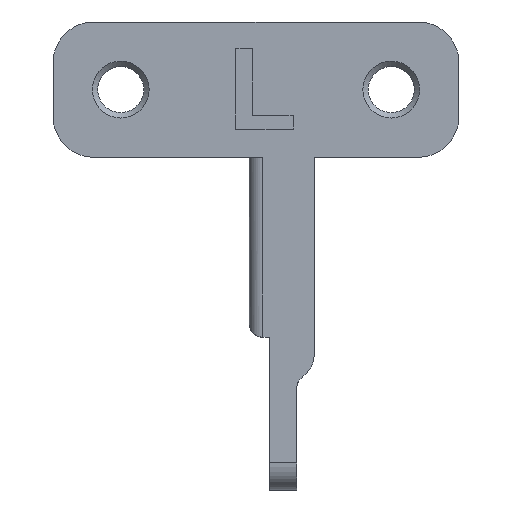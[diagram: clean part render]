
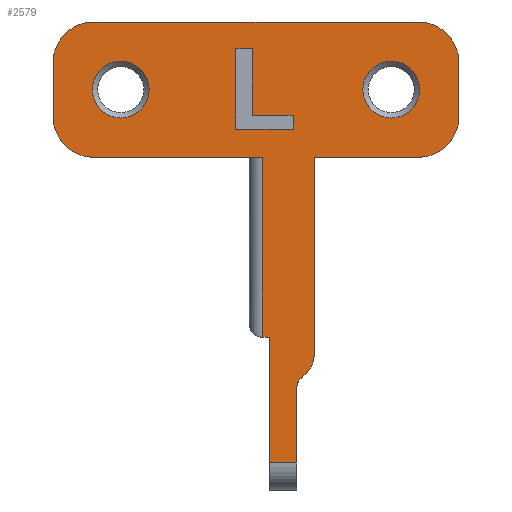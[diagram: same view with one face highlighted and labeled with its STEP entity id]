
A CAD part, left-side view. The second image highlights one B-rep face of the part: STEP entity #2579.
In plain terms, the highlighted face is planar.
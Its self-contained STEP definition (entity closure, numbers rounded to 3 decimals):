
#137=CIRCLE('',#2783,1.096);
#138=CIRCLE('',#2784,2.);
#139=CIRCLE('',#2785,3.);
#140=CIRCLE('',#2786,3.);
#141=CIRCLE('',#2787,3.);
#142=CIRCLE('',#2788,3.);
#143=CIRCLE('',#2789,2.1);
#144=CIRCLE('',#2790,2.1);
#196=FACE_BOUND('',#527,.T.);
#197=FACE_BOUND('',#528,.T.);
#198=FACE_BOUND('',#529,.T.);
#375=FACE_OUTER_BOUND('',#526,.T.);
#526=EDGE_LOOP('',(#2159,#2160,#2161,#2162,#2163,#2164,#2165,#2166,#2167,
#2168,#2169,#2170,#2171,#2172,#2173,#2174,#2175));
#527=EDGE_LOOP('',(#2176,#2177,#2178,#2179,#2180,#2181));
#528=EDGE_LOOP('',(#2182));
#529=EDGE_LOOP('',(#2183));
#709=LINE('',#4389,#934);
#713=LINE('',#4397,#938);
#716=LINE('',#4403,#941);
#719=LINE('',#4409,#944);
#722=LINE('',#4415,#947);
#725=LINE('',#4420,#950);
#739=LINE('',#4468,#964);
#742=LINE('',#4475,#967);
#743=LINE('',#4478,#968);
#744=LINE('',#4480,#969);
#745=LINE('',#4482,#970);
#746=LINE('',#4488,#971);
#747=LINE('',#4490,#972);
#748=LINE('',#4494,#973);
#749=LINE('',#4498,#974);
#750=LINE('',#4502,#975);
#751=LINE('',#4505,#976);
#934=VECTOR('',#3240,10.);
#938=VECTOR('',#3246,10.);
#941=VECTOR('',#3251,10.);
#944=VECTOR('',#3256,10.);
#947=VECTOR('',#3261,10.);
#950=VECTOR('',#3266,10.);
#964=VECTOR('',#3296,10.);
#967=VECTOR('',#3303,10.);
#968=VECTOR('',#3306,10.);
#969=VECTOR('',#3307,2.);
#970=VECTOR('',#3308,10.);
#971=VECTOR('',#3313,10.);
#972=VECTOR('',#3314,10.);
#973=VECTOR('',#3317,10.);
#974=VECTOR('',#3320,10.);
#975=VECTOR('',#3323,10.);
#976=VECTOR('',#3326,10.);
#1175=VERTEX_POINT('',#4387);
#1176=VERTEX_POINT('',#4388);
#1179=VERTEX_POINT('',#4396);
#1181=VERTEX_POINT('',#4402);
#1183=VERTEX_POINT('',#4408);
#1185=VERTEX_POINT('',#4414);
#1193=VERTEX_POINT('',#4443);
#1198=VERTEX_POINT('',#4467);
#1200=VERTEX_POINT('',#4473);
#1201=VERTEX_POINT('',#4477);
#1202=VERTEX_POINT('',#4479);
#1203=VERTEX_POINT('',#4481);
#1204=VERTEX_POINT('',#4483);
#1205=VERTEX_POINT('',#4485);
#1206=VERTEX_POINT('',#4487);
#1207=VERTEX_POINT('',#4489);
#1208=VERTEX_POINT('',#4491);
#1209=VERTEX_POINT('',#4493);
#1210=VERTEX_POINT('',#4495);
#1211=VERTEX_POINT('',#4497);
#1212=VERTEX_POINT('',#4499);
#1213=VERTEX_POINT('',#4501);
#1214=VERTEX_POINT('',#4503);
#1215=VERTEX_POINT('',#4506);
#1216=VERTEX_POINT('',#4508);
#1499=EDGE_CURVE('',#1175,#1176,#709,.T.);
#1503=EDGE_CURVE('',#1179,#1175,#713,.T.);
#1506=EDGE_CURVE('',#1181,#1179,#716,.T.);
#1509=EDGE_CURVE('',#1183,#1181,#719,.T.);
#1512=EDGE_CURVE('',#1185,#1183,#722,.T.);
#1515=EDGE_CURVE('',#1176,#1185,#725,.T.);
#1531=EDGE_CURVE('',#1198,#1193,#739,.T.);
#1535=EDGE_CURVE('',#1200,#1193,#742,.T.);
#1536=EDGE_CURVE('',#1200,#1201,#743,.T.);
#1537=EDGE_CURVE('',#1201,#1202,#744,.T.);
#1538=EDGE_CURVE('',#1202,#1203,#745,.T.);
#1539=EDGE_CURVE('',#1203,#1204,#137,.T.);
#1540=EDGE_CURVE('',#1204,#1205,#138,.T.);
#1541=EDGE_CURVE('',#1205,#1206,#746,.T.);
#1542=EDGE_CURVE('',#1206,#1207,#747,.T.);
#1543=EDGE_CURVE('',#1207,#1208,#139,.T.);
#1544=EDGE_CURVE('',#1209,#1208,#748,.T.);
#1545=EDGE_CURVE('',#1209,#1210,#140,.T.);
#1546=EDGE_CURVE('',#1211,#1210,#749,.T.);
#1547=EDGE_CURVE('',#1211,#1212,#141,.T.);
#1548=EDGE_CURVE('',#1212,#1213,#750,.T.);
#1549=EDGE_CURVE('',#1213,#1214,#142,.T.);
#1550=EDGE_CURVE('',#1214,#1198,#751,.T.);
#1551=EDGE_CURVE('',#1215,#1215,#143,.T.);
#1552=EDGE_CURVE('',#1216,#1216,#144,.T.);
#2159=ORIENTED_EDGE('',*,*,#1531,.T.);
#2160=ORIENTED_EDGE('',*,*,#1535,.F.);
#2161=ORIENTED_EDGE('',*,*,#1536,.T.);
#2162=ORIENTED_EDGE('',*,*,#1537,.T.);
#2163=ORIENTED_EDGE('',*,*,#1538,.T.);
#2164=ORIENTED_EDGE('',*,*,#1539,.T.);
#2165=ORIENTED_EDGE('',*,*,#1540,.T.);
#2166=ORIENTED_EDGE('',*,*,#1541,.T.);
#2167=ORIENTED_EDGE('',*,*,#1542,.T.);
#2168=ORIENTED_EDGE('',*,*,#1543,.T.);
#2169=ORIENTED_EDGE('',*,*,#1544,.F.);
#2170=ORIENTED_EDGE('',*,*,#1545,.T.);
#2171=ORIENTED_EDGE('',*,*,#1546,.F.);
#2172=ORIENTED_EDGE('',*,*,#1547,.T.);
#2173=ORIENTED_EDGE('',*,*,#1548,.T.);
#2174=ORIENTED_EDGE('',*,*,#1549,.T.);
#2175=ORIENTED_EDGE('',*,*,#1550,.T.);
#2176=ORIENTED_EDGE('',*,*,#1499,.T.);
#2177=ORIENTED_EDGE('',*,*,#1515,.T.);
#2178=ORIENTED_EDGE('',*,*,#1512,.T.);
#2179=ORIENTED_EDGE('',*,*,#1509,.T.);
#2180=ORIENTED_EDGE('',*,*,#1506,.T.);
#2181=ORIENTED_EDGE('',*,*,#1503,.T.);
#2182=ORIENTED_EDGE('',*,*,#1551,.T.);
#2183=ORIENTED_EDGE('',*,*,#1552,.T.);
#2467=PLANE('',#2782);
#2579=ADVANCED_FACE('',(#375,#196,#197,#198),#2467,.F.);
#2782=AXIS2_PLACEMENT_3D('',#4476,#3304,#3305);
#2783=AXIS2_PLACEMENT_3D('',#4484,#3309,#3310);
#2784=AXIS2_PLACEMENT_3D('',#4486,#3311,#3312);
#2785=AXIS2_PLACEMENT_3D('',#4492,#3315,#3316);
#2786=AXIS2_PLACEMENT_3D('',#4496,#3318,#3319);
#2787=AXIS2_PLACEMENT_3D('',#4500,#3321,#3322);
#2788=AXIS2_PLACEMENT_3D('',#4504,#3324,#3325);
#2789=AXIS2_PLACEMENT_3D('',#4507,#3327,#3328);
#2790=AXIS2_PLACEMENT_3D('',#4509,#3329,#3330);
#3240=DIRECTION('',(0.,0.,1.));
#3246=DIRECTION('',(0.,-1.,0.));
#3251=DIRECTION('',(0.,0.,1.));
#3256=DIRECTION('',(0.,-1.,0.));
#3261=DIRECTION('',(0.,0.,-1.));
#3266=DIRECTION('',(0.,1.,0.));
#3296=DIRECTION('',(0.,0.,1.));
#3303=DIRECTION('',(0.,1.,0.));
#3304=DIRECTION('center_axis',(-1.,0.,0.));
#3305=DIRECTION('ref_axis',(0.,0.,-1.));
#3306=DIRECTION('',(0.,0.,1.));
#3307=DIRECTION('',(0.,-1.,0.));
#3308=DIRECTION('',(0.,0.,-1.));
#3309=DIRECTION('center_axis',(-1.,0.,0.));
#3310=DIRECTION('ref_axis',(0.,0.707,-0.707));
#3311=DIRECTION('center_axis',(1.,0.,0.));
#3312=DIRECTION('ref_axis',(0.,1.,0.));
#3313=DIRECTION('',(0.,0.,-1.));
#3314=DIRECTION('',(0.,-1.,0.));
#3315=DIRECTION('center_axis',(1.,0.,0.));
#3316=DIRECTION('ref_axis',(0.,-0.707,0.707));
#3317=DIRECTION('',(0.,0.,1.));
#3318=DIRECTION('center_axis',(1.,0.,0.));
#3319=DIRECTION('ref_axis',(0.,-0.707,-0.707));
#3320=DIRECTION('',(0.,-1.,0.));
#3321=DIRECTION('center_axis',(1.,0.,0.));
#3322=DIRECTION('ref_axis',(0.,0.707,-0.707));
#3323=DIRECTION('',(0.,0.,1.));
#3324=DIRECTION('center_axis',(1.,0.,0.));
#3325=DIRECTION('ref_axis',(0.,0.707,0.707));
#3326=DIRECTION('',(0.,-1.,0.));
#3327=DIRECTION('center_axis',(-1.,0.,0.));
#3328=DIRECTION('ref_axis',(0.,1.,0.));
#3329=DIRECTION('center_axis',(-1.,0.,0.));
#3330=DIRECTION('ref_axis',(0.,1.,0.));
#4387=CARTESIAN_POINT('',(3.75,-1.74,-21.695));
#4388=CARTESIAN_POINT('',(3.75,-1.74,-20.684));
#4389=CARTESIAN_POINT('',(3.75,-1.74,-7.847));
#4396=CARTESIAN_POINT('',(3.75,1.272,-21.695));
#4397=CARTESIAN_POINT('',(3.75,0.636,-21.695));
#4402=CARTESIAN_POINT('',(3.75,1.272,-26.635));
#4403=CARTESIAN_POINT('',(3.75,1.272,-10.317));
#4408=CARTESIAN_POINT('',(3.75,2.484,-26.635));
#4409=CARTESIAN_POINT('',(3.75,1.242,-26.635));
#4414=CARTESIAN_POINT('',(3.75,2.484,-20.684));
#4415=CARTESIAN_POINT('',(3.75,2.484,-7.342));
#4420=CARTESIAN_POINT('',(3.75,-0.87,-20.684));
#4443=CARTESIAN_POINT('',(3.75,0.5,-5.3));
#4467=CARTESIAN_POINT('',(3.75,0.5,-18.6));
#4468=CARTESIAN_POINT('',(3.75,0.5,-2.975));
#4473=CARTESIAN_POINT('',(3.75,0.,-5.3));
#4475=CARTESIAN_POINT('',(3.75,0.,-5.3));
#4476=CARTESIAN_POINT('Origin',(3.75,0.,6.));
#4477=CARTESIAN_POINT('',(3.75,0.,3.995));
#4478=CARTESIAN_POINT('',(3.75,0.,-28.6));
#4479=CARTESIAN_POINT('',(3.75,-2.,3.995));
#4480=CARTESIAN_POINT('',(3.75,0.,3.995));
#4481=CARTESIAN_POINT('',(3.75,-2.,-1.504));
#4482=CARTESIAN_POINT('',(3.75,-2.,-28.6));
#4483=CARTESIAN_POINT('',(3.75,-2.46,-2.397));
#4484=CARTESIAN_POINT('Origin',(3.75,-3.096,-1.504));
#4485=CARTESIAN_POINT('',(3.75,-3.3,-4.026));
#4486=CARTESIAN_POINT('Origin',(3.75,-1.3,-4.026));
#4487=CARTESIAN_POINT('',(3.75,-3.3,-18.6));
#4488=CARTESIAN_POINT('',(3.75,-3.3,-28.6));
#4489=CARTESIAN_POINT('',(3.75,-11.,-18.6));
#4490=CARTESIAN_POINT('',(3.75,16.,-18.6));
#4491=CARTESIAN_POINT('',(3.75,-14.,-21.6));
#4492=CARTESIAN_POINT('Origin',(3.75,-11.,-21.6));
#4493=CARTESIAN_POINT('',(3.75,-14.,-25.6));
#4494=CARTESIAN_POINT('',(3.75,-14.,-28.6));
#4495=CARTESIAN_POINT('',(3.75,-11.,-28.6));
#4496=CARTESIAN_POINT('Origin',(3.75,-11.,-25.6));
#4497=CARTESIAN_POINT('',(3.75,13.,-28.6));
#4498=CARTESIAN_POINT('',(3.75,16.,-28.6));
#4499=CARTESIAN_POINT('',(3.75,16.,-25.6));
#4500=CARTESIAN_POINT('Origin',(3.75,13.,-25.6));
#4501=CARTESIAN_POINT('',(3.75,16.,-21.6));
#4502=CARTESIAN_POINT('',(3.75,16.,-28.6));
#4503=CARTESIAN_POINT('',(3.75,13.,-18.6));
#4504=CARTESIAN_POINT('Origin',(3.75,13.,-21.6));
#4505=CARTESIAN_POINT('',(3.75,16.,-18.6));
#4506=CARTESIAN_POINT('',(3.75,8.9,-23.6));
#4507=CARTESIAN_POINT('Origin',(3.75,11.,-23.6));
#4508=CARTESIAN_POINT('',(3.75,-11.1,-23.6));
#4509=CARTESIAN_POINT('Origin',(3.75,-9.,-23.6));
